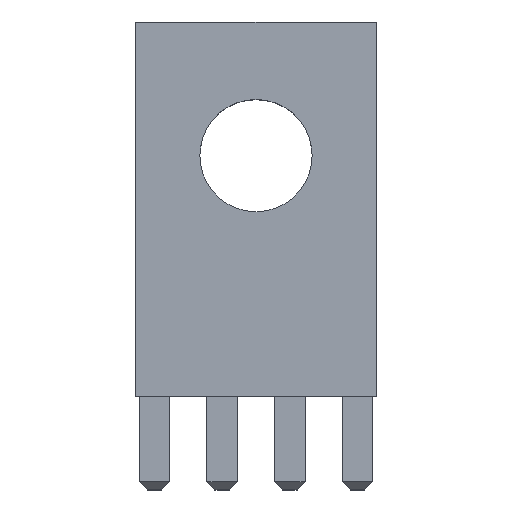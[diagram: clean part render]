
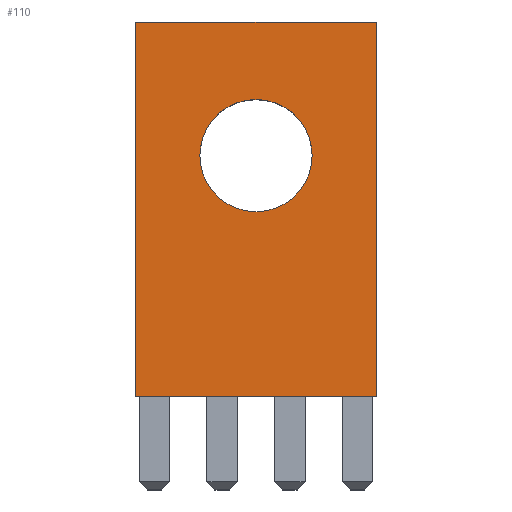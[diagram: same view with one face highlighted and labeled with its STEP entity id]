
A CAD part, top view. The second image highlights one B-rep face of the part: STEP entity #110.
In plain terms, the highlighted planar face has unit normal (0, 0, 1).
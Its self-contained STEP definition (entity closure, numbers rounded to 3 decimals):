
#47 = CARTESIAN_POINT ( 'NONE',  ( -4.5, 0., 4.5 ) ) ;
#48 = CARTESIAN_POINT ( 'NONE',  ( 4.5, 3., 4.5 ) ) ;
#110 = ADVANCED_FACE ( 'NONE', ( #2613, #1777 ), #4799, .F. ) ;
#166 = AXIS2_PLACEMENT_3D ( 'NONE', #3737, #2554, #1023 ) ;
#330 = VECTOR ( 'NONE', #1033, 1000. ) ;
#395 = VECTOR ( 'NONE', #2763, 1000. ) ;
#449 = VERTEX_POINT ( 'NONE', #805 ) ;
#464 = DIRECTION ( 'NONE',  ( 0., -1., 0. ) ) ;
#615 = EDGE_LOOP ( 'NONE', ( #3269, #626 ) ) ;
#626 = ORIENTED_EDGE ( 'NONE', *, *, #3787, .F. ) ;
#651 = AXIS2_PLACEMENT_3D ( 'NONE', #1696, #4815, #2061 ) ;
#758 = ORIENTED_EDGE ( 'NONE', *, *, #1261, .F. ) ;
#805 = CARTESIAN_POINT ( 'NONE',  ( 4.5, 14., 4.5 ) ) ;
#809 = LINE ( 'NONE', #4076, #330 ) ;
#1023 = DIRECTION ( 'NONE',  ( 1., 0., 0. ) ) ;
#1033 = DIRECTION ( 'NONE',  ( 1., 0., 0. ) ) ;
#1169 = VERTEX_POINT ( 'NONE', #1941 ) ;
#1253 = LINE ( 'NONE', #2381, #395 ) ;
#1261 = EDGE_CURVE ( 'NONE', #449, #1895, #1394, .T. ) ;
#1394 = LINE ( 'NONE', #48, #4416 ) ;
#1487 = EDGE_CURVE ( 'NONE', #2617, #4789, #3681, .T. ) ;
#1538 = DIRECTION ( 'NONE',  ( 0., 0., 1. ) ) ;
#1668 = CARTESIAN_POINT ( 'NONE',  ( -2.1, 9., 4.5 ) ) ;
#1696 = CARTESIAN_POINT ( 'NONE',  ( -4.5, 3., 4.5 ) ) ;
#1777 = FACE_OUTER_BOUND ( 'NONE', #4360, .T. ) ;
#1881 = DIRECTION ( 'NONE',  ( 1., 0., 0. ) ) ;
#1882 = EDGE_CURVE ( 'NONE', #1169, #2135, #4110, .T. ) ;
#1895 = VERTEX_POINT ( 'NONE', #2186 ) ;
#1941 = CARTESIAN_POINT ( 'NONE',  ( -4.5, 14., 4.5 ) ) ;
#2061 = DIRECTION ( 'NONE',  ( -1., 0., 0. ) ) ;
#2135 = VERTEX_POINT ( 'NONE', #47 ) ;
#2186 = CARTESIAN_POINT ( 'NONE',  ( 4.5, 0., 4.5 ) ) ;
#2381 = CARTESIAN_POINT ( 'NONE',  ( -4.5, 0., 4.5 ) ) ;
#2554 = DIRECTION ( 'NONE',  ( 0., 0., 1. ) ) ;
#2613 = FACE_BOUND ( 'NONE', #615, .T. ) ;
#2617 = VERTEX_POINT ( 'NONE', #4720 ) ;
#2763 = DIRECTION ( 'NONE',  ( 1., 0., 0. ) ) ;
#2826 = VECTOR ( 'NONE', #3961, 1000. ) ;
#2925 = CIRCLE ( 'NONE', #4514, 2.1 ) ;
#3101 = ORIENTED_EDGE ( 'NONE', *, *, #3953, .T. ) ;
#3180 = CARTESIAN_POINT ( 'NONE',  ( -4.5, 3., 4.5 ) ) ;
#3269 = ORIENTED_EDGE ( 'NONE', *, *, #1487, .F. ) ;
#3397 = ORIENTED_EDGE ( 'NONE', *, *, #4857, .F. ) ;
#3505 = ORIENTED_EDGE ( 'NONE', *, *, #1882, .T. ) ;
#3681 = CIRCLE ( 'NONE', #166, 2.1 ) ;
#3737 = CARTESIAN_POINT ( 'NONE',  ( 0., 9., 4.5 ) ) ;
#3787 = EDGE_CURVE ( 'NONE', #4789, #2617, #2925, .T. ) ;
#3953 = EDGE_CURVE ( 'NONE', #2135, #1895, #1253, .T. ) ;
#3961 = DIRECTION ( 'NONE',  ( 0., -1., 0. ) ) ;
#4076 = CARTESIAN_POINT ( 'NONE',  ( -4.5, 14., 4.5 ) ) ;
#4110 = LINE ( 'NONE', #3180, #2826 ) ;
#4360 = EDGE_LOOP ( 'NONE', ( #3101, #758, #3397, #3505 ) ) ;
#4416 = VECTOR ( 'NONE', #464, 1000. ) ;
#4514 = AXIS2_PLACEMENT_3D ( 'NONE', #4615, #1538, #1881 ) ;
#4615 = CARTESIAN_POINT ( 'NONE',  ( 0., 9., 4.5 ) ) ;
#4720 = CARTESIAN_POINT ( 'NONE',  ( 2.1, 9., 4.5 ) ) ;
#4789 = VERTEX_POINT ( 'NONE', #1668 ) ;
#4799 = PLANE ( 'NONE',  #651 ) ;
#4815 = DIRECTION ( 'NONE',  ( 0., 0., -1. ) ) ;
#4857 = EDGE_CURVE ( 'NONE', #1169, #449, #809, .T. ) ;
